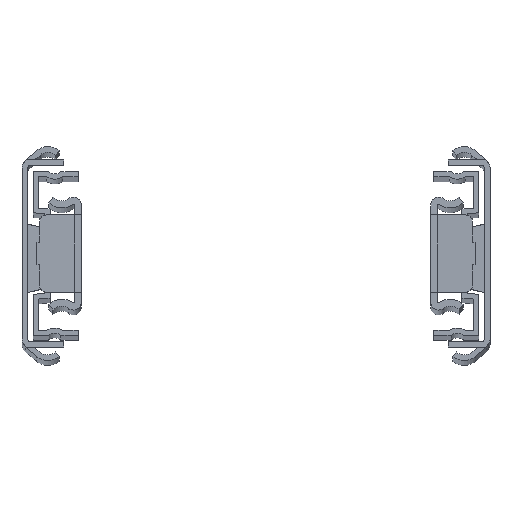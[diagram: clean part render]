
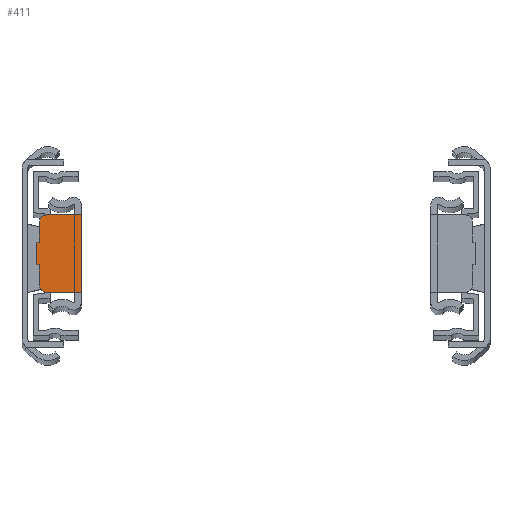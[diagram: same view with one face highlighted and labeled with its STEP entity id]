
A CAD part, top view. The second image highlights one B-rep face of the part: STEP entity #411.
In plain terms, the highlighted face is planar.
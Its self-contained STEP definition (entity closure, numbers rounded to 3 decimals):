
#411 = ADVANCED_FACE( '', ( #981 ), #982, .F. );
#981 = FACE_OUTER_BOUND( '', #1755, .T. );
#982 = PLANE( '', #1756 );
#1755 = EDGE_LOOP( '', ( #2840, #2841, #2842, #2843, #2844, #2845, #2846, #2847, #2848, #2849 ) );
#1756 = AXIS2_PLACEMENT_3D( '', #2850, #2851, #2852 );
#2840 = ORIENTED_EDGE( '', *, *, #4785, .F. );
#2841 = ORIENTED_EDGE( '', *, *, #4786, .F. );
#2842 = ORIENTED_EDGE( '', *, *, #4787, .F. );
#2843 = ORIENTED_EDGE( '', *, *, #4696, .F. );
#2844 = ORIENTED_EDGE( '', *, *, #4774, .F. );
#2845 = ORIENTED_EDGE( '', *, *, #4481, .F. );
#2846 = ORIENTED_EDGE( '', *, *, #4788, .F. );
#2847 = ORIENTED_EDGE( '', *, *, #4620, .F. );
#2848 = ORIENTED_EDGE( '', *, *, #4789, .F. );
#2849 = ORIENTED_EDGE( '', *, *, #4598, .F. );
#2850 = CARTESIAN_POINT( '', ( 0., 0., 0. ) );
#2851 = DIRECTION( '', ( 0., 1., 0. ) );
#2852 = DIRECTION( '', ( 0., 0., 1. ) );
#4481 = EDGE_CURVE( '', #5331, #5332, #5333, .T. );
#4598 = EDGE_CURVE( '', #5547, #5549, #5550, .T. );
#4620 = EDGE_CURVE( '', #5586, #5587, #5588, .T. );
#4696 = EDGE_CURVE( '', #5715, #5716, #5717, .T. );
#4774 = EDGE_CURVE( '', #5332, #5715, #5853, .T. );
#4785 = EDGE_CURVE( '', #5866, #5547, #5867, .T. );
#4786 = EDGE_CURVE( '', #5868, #5866, #5869, .T. );
#4787 = EDGE_CURVE( '', #5716, #5868, #5870, .T. );
#4788 = EDGE_CURVE( '', #5587, #5331, #5871, .T. );
#4789 = EDGE_CURVE( '', #5549, #5586, #5872, .T. );
#5331 = VERTEX_POINT( '', #6604 );
#5332 = VERTEX_POINT( '', #6605 );
#5333 = LINE( '', #6606, #6607 );
#5547 = VERTEX_POINT( '', #6885 );
#5549 = VERTEX_POINT( '', #6888 );
#5550 = LINE( '', #6889, #6890 );
#5586 = VERTEX_POINT( '', #6938 );
#5587 = VERTEX_POINT( '', #6939 );
#5588 = CIRCLE( '', #6940, 1.6 );
#5715 = VERTEX_POINT( '', #7108 );
#5716 = VERTEX_POINT( '', #7109 );
#5717 = LINE( '', #7110, #7111 );
#5853 = LINE( '', #7290, #7291 );
#5866 = VERTEX_POINT( '', #7308 );
#5867 = LINE( '', #7309, #7310 );
#5868 = VERTEX_POINT( '', #7311 );
#5869 = CIRCLE( '', #7312, 1.6 );
#5870 = LINE( '', #7313, #7314 );
#5871 = LINE( '', #7315, #7316 );
#5872 = LINE( '', #7317, #7318 );
#6604 = CARTESIAN_POINT( '', ( 3.7, 0., -2.4 ) );
#6605 = CARTESIAN_POINT( '', ( 3.2, 0., -2.4 ) );
#6606 = CARTESIAN_POINT( '', ( 3.7, 0., -2.4 ) );
#6607 = VECTOR( '', #8251, 1000. );
#6885 = CARTESIAN_POINT( '', ( 12.7, 0., 8.25 ) );
#6888 = CARTESIAN_POINT( '', ( 12.7, 0., -8.25 ) );
#6889 = CARTESIAN_POINT( '', ( 12.7, 0., 8.25 ) );
#6890 = VECTOR( '', #8434, 1000. );
#6938 = CARTESIAN_POINT( '', ( 5.3, 0., -8.25 ) );
#6939 = CARTESIAN_POINT( '', ( 3.7, 0., -6.65 ) );
#6940 = AXIS2_PLACEMENT_3D( '', #8465, #8466, #8467 );
#7108 = CARTESIAN_POINT( '', ( 3.2, 0., 2.4 ) );
#7109 = CARTESIAN_POINT( '', ( 3.7, 0., 2.4 ) );
#7110 = CARTESIAN_POINT( '', ( 3.2, 0., 2.4 ) );
#7111 = VECTOR( '', #8569, 1000. );
#7290 = CARTESIAN_POINT( '', ( 3.2, 0., -2.4 ) );
#7291 = VECTOR( '', #8703, 1000. );
#7308 = CARTESIAN_POINT( '', ( 5.3, 0., 8.25 ) );
#7309 = CARTESIAN_POINT( '', ( 11.2, 0., 8.25 ) );
#7310 = VECTOR( '', #8714, 1000. );
#7311 = CARTESIAN_POINT( '', ( 3.7, 0., 6.65 ) );
#7312 = AXIS2_PLACEMENT_3D( '', #8715, #8716, #8717 );
#7313 = CARTESIAN_POINT( '', ( 3.7, 0., 2.4 ) );
#7314 = VECTOR( '', #8718, 1000. );
#7315 = CARTESIAN_POINT( '', ( 3.7, 0., -6.65 ) );
#7316 = VECTOR( '', #8719, 1000. );
#7317 = CARTESIAN_POINT( '', ( 12.7, 0., -8.25 ) );
#7318 = VECTOR( '', #8720, 1000. );
#8251 = DIRECTION( '', ( -1., 0., 0. ) );
#8434 = DIRECTION( '', ( 0., 0., -1. ) );
#8465 = CARTESIAN_POINT( '', ( 5.3, 0., -6.65 ) );
#8466 = DIRECTION( '', ( 0., 1., 0. ) );
#8467 = DIRECTION( '', ( 1., 0., 0. ) );
#8569 = DIRECTION( '', ( 1., 0., 0. ) );
#8703 = DIRECTION( '', ( 0., 0., 1. ) );
#8714 = DIRECTION( '', ( 1., 0., 0. ) );
#8715 = CARTESIAN_POINT( '', ( 5.3, 0., 6.65 ) );
#8716 = DIRECTION( '', ( 0., 1., 0. ) );
#8717 = DIRECTION( '', ( 1., 0., 0. ) );
#8718 = DIRECTION( '', ( 0., 0., 1. ) );
#8719 = DIRECTION( '', ( 0., 0., 1. ) );
#8720 = DIRECTION( '', ( -1., 0., 0. ) );
